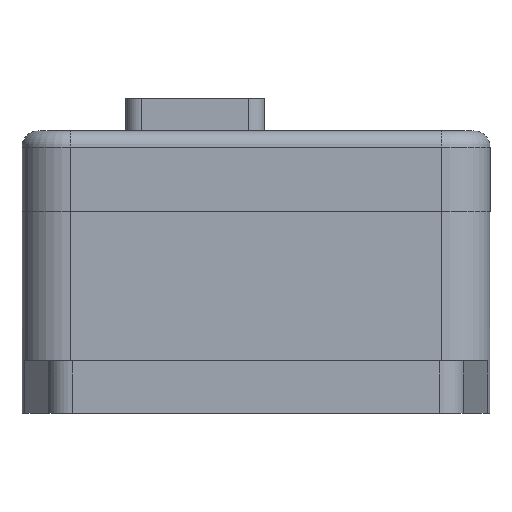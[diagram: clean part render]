
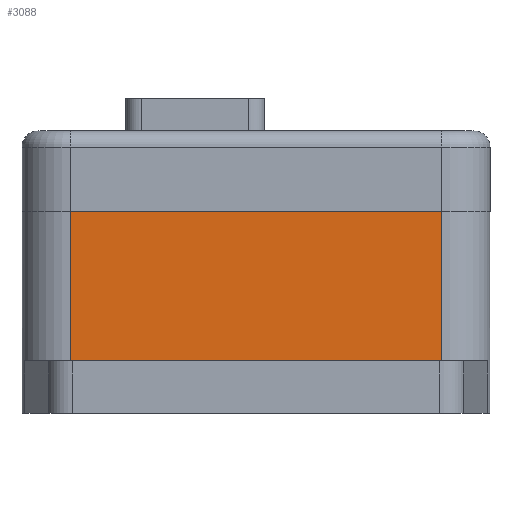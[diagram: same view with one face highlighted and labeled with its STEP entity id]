
A CAD part, left-side view. The second image highlights one B-rep face of the part: STEP entity #3088.
In plain terms, the highlighted planar face has unit normal (-1, 0, 0).
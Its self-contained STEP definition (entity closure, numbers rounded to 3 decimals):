
#702 = EDGE_CURVE ( 'NONE', #17331, #2176, #14004, .T. ) ;
#975 = VECTOR ( 'NONE', #5152, 1000. ) ;
#1729 = EDGE_CURVE ( 'NONE', #17331, #6203, #20028, .T. ) ;
#2176 = VERTEX_POINT ( 'NONE', #17314 ) ;
#2487 = CARTESIAN_POINT ( 'NONE',  ( -53.369, -4.081, 70.75 ) ) ;
#2676 = DIRECTION ( 'NONE',  ( 0., 0., -1. ) ) ;
#3088 = ADVANCED_FACE ( 'NONE', ( #3350 ), #6049, .F. ) ;
#3350 = FACE_OUTER_BOUND ( 'NONE', #11368, .T. ) ;
#3518 = ORIENTED_EDGE ( 'NONE', *, *, #1729, .F. ) ;
#3617 = VECTOR ( 'NONE', #18865, 1000. ) ;
#4218 = EDGE_CURVE ( 'NONE', #2176, #7135, #6729, .T. ) ;
#4393 = DIRECTION ( 'NONE',  ( 0., -1., 0. ) ) ;
#4530 = CARTESIAN_POINT ( 'NONE',  ( -53.369, 47.919, 52.25 ) ) ;
#5152 = DIRECTION ( 'NONE',  ( 0., -1., 0. ) ) ;
#5333 = EDGE_CURVE ( 'NONE', #7135, #6203, #17402, .T. ) ;
#5791 = CARTESIAN_POINT ( 'NONE',  ( -53.369, -4.081, 52.25 ) ) ;
#6049 = PLANE ( 'NONE',  #14868 ) ;
#6203 = VERTEX_POINT ( 'NONE', #2487 ) ;
#6729 = LINE ( 'NONE', #4530, #9255 ) ;
#7135 = VERTEX_POINT ( 'NONE', #5791 ) ;
#9145 = DIRECTION ( 'NONE',  ( 1., 0., 0. ) ) ;
#9200 = CARTESIAN_POINT ( 'NONE',  ( -53.369, 47.919, 70.75 ) ) ;
#9255 = VECTOR ( 'NONE', #4393, 1000. ) ;
#9339 = ORIENTED_EDGE ( 'NONE', *, *, #5333, .T. ) ;
#10438 = ORIENTED_EDGE ( 'NONE', *, *, #4218, .T. ) ;
#11368 = EDGE_LOOP ( 'NONE', ( #16064, #10438, #9339, #3518 ) ) ;
#12205 = CARTESIAN_POINT ( 'NONE',  ( -53.369, 41.919, 70.75 ) ) ;
#14004 = LINE ( 'NONE', #12205, #18291 ) ;
#14868 = AXIS2_PLACEMENT_3D ( 'NONE', #17250, #9145, #18864 ) ;
#15550 = CARTESIAN_POINT ( 'NONE',  ( -53.369, 41.919, 70.75 ) ) ;
#16064 = ORIENTED_EDGE ( 'NONE', *, *, #702, .T. ) ;
#17187 = CARTESIAN_POINT ( 'NONE',  ( -53.369, -4.081, 70.75 ) ) ;
#17250 = CARTESIAN_POINT ( 'NONE',  ( -53.369, 47.919, 70.75 ) ) ;
#17314 = CARTESIAN_POINT ( 'NONE',  ( -53.369, 41.919, 52.25 ) ) ;
#17331 = VERTEX_POINT ( 'NONE', #15550 ) ;
#17402 = LINE ( 'NONE', #17187, #3617 ) ;
#18291 = VECTOR ( 'NONE', #2676, 1000. ) ;
#18864 = DIRECTION ( 'NONE',  ( 0., 1., 0. ) ) ;
#18865 = DIRECTION ( 'NONE',  ( 0., 0., 1. ) ) ;
#20028 = LINE ( 'NONE', #9200, #975 ) ;
